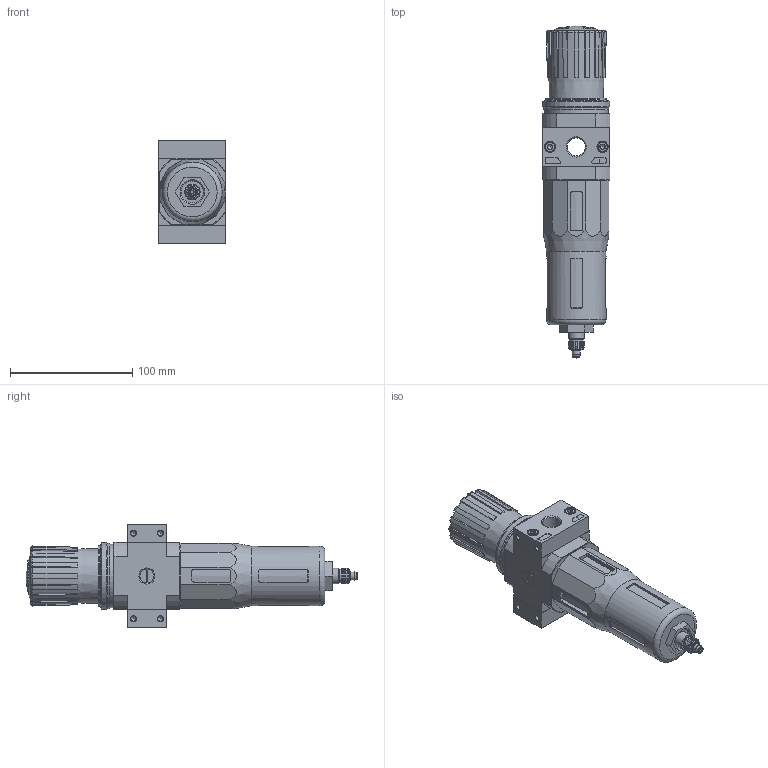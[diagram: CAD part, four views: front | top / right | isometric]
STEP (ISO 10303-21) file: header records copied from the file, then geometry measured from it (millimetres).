
FILE_DESCRIPTION(/* description */ ('STEP AP214'),/* implementation_level */ '2;1');
FILE_NAME(/* name */ '192614_LFR-3_8-D-5M-O-MIDI',/* time_stamp */ '2024-09-04T15:55:15+02:00',/* author */ ('License CC BY-ND 4.0'),/* organization */ ('CADENAS'),/* preprocessor_version */ 'ST-DEVELOPER v19.3',/* originating_system */ 'PARTsolutions',/* authorisation */ ' ');
FILE_SCHEMA (('AUTOMOTIVE_DESIGN {1 0 10303 214 3 1 1}'));
Length unit declared in the file: millimetre
Products named in the file (8): 192614 LFR-3/8-D-5M-O-MIDI---(0); 127310 LFR-D-5M-MIDI--(0); 380299 PBL-3/8-D-MIDI-R---(0) p1; DIN-912 - M5x18(F); 380297 PBL-3/8-D-MIDI-L---(1) p1; 398012 LRVS-D-MINI; 373846 LR-MIDI; 648415 LF
Assembly tree (11 placements, depth 2):
  192614 LFR-3/8-D-5M-O-MIDI---(0)
    127310 LFR-D-5M-MIDI--(0)
    380299 PBL-3/8-D-MIDI-R---(0) p1
    DIN-912 - M5x18(F)  x4
    380297 PBL-3/8-D-MIDI-L---(1) p1
    398012 LRVS-D-MINI
    373846 LR-MIDI  x2
    648415 LF
Bounding box: 55.5 x 271.81 x 85 mm (x, y, z)
Volume: 554923.5 mm3; surface area: 77469.8 mm2
Topology: 11 solids, 12 shells, 629 faces, 1533 edges, 975 vertices
Faces by surface type: plane 335, cylinder 130, cone 116, torus 43, sphere 5
Full cylindrical faces by diameter (mm): 3 x1, 4.134 x8, 5 x4, 5.6 x1, 6.3 x2, 6.4 x1, 6.8 x1, 7.1 x1, 8.5 x4, 9 x1, 9.6 x2, 11.2 x3, 11.445 x2, 12.6 x1, 13.157 x2, 14.95 x2, 16 x1, 18 x1, 24.9 x1, 26.4 x1, 29.7 x1, 30.8 x1, 39 x1, 48.7 x1, 50.16 x1, 50.376 x1, 52 x1, 53.5 x1, 54.8 x1
Entity records: 18294 total; most frequent: CARTESIAN_POINT 3640, DIRECTION 2525, ORIENTED_EDGE 2470, EDGE_CURVE 1235, AXIS2_PLACEMENT_3D 1008, VERTEX_POINT 859, FACE_BOUND 692, EDGE_LOOP 687
